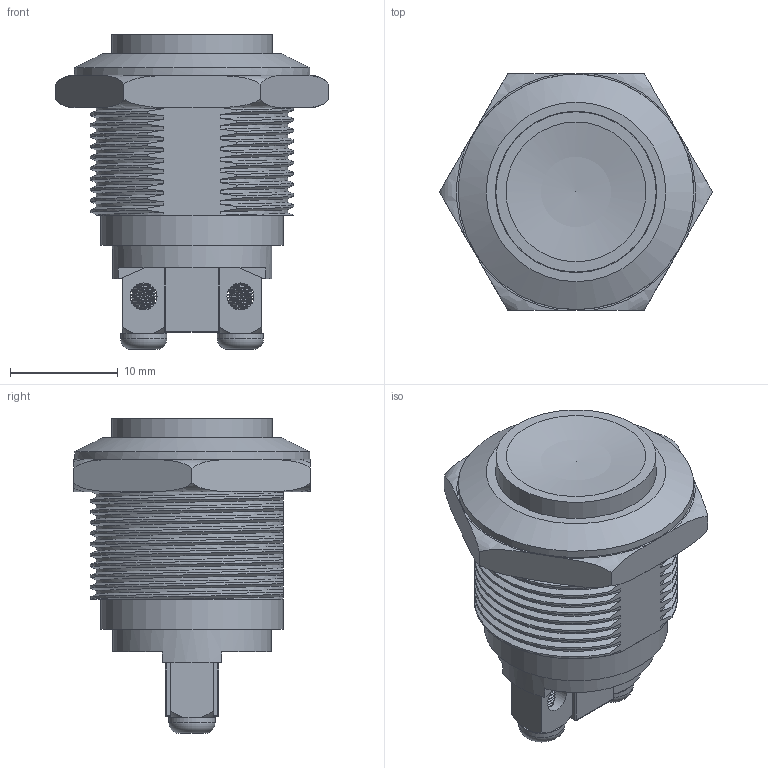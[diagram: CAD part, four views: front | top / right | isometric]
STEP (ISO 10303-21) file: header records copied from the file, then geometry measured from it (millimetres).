
FILE_DESCRIPTION(/* description */ (''),/* implementation_level */ '2;1');
FILE_NAME(/* name */ 'EJ19-221A.stp',/* time_stamp */ '2021-11-24T09:49:26+08:00',/* author */ (''),/* organization */ (''),/* preprocessor_version */ 'ST-DEVELOPER v11',/* originating_system */ 'SIEMENS UGS NX 6.0',/* authorisation */ '');
FILE_SCHEMA (('CONFIG_CONTROL_DESIGN'));
Length unit declared in the file: millimetre
Products named in the file (13): JH8.019.025; JH7.030.128; JH7.734.025; JH8.382.028; JH8.382.066; JH8.382.068-G; JH7.957.032; JH8.382.067; JH8.381.108; JH8.019.026; JH8.683.030; JH7.810.109; EJ19-221A 
Assembly tree (19 placements, depth 2):
  EJ19-221A 
    JH7.810.109
    JH8.683.030
    JH8.019.026
    JH8.381.108
    JH8.382.067
    JH7.957.032  x4
    JH8.382.068-G  x2
    JH8.382.066
    JH8.382.028
    JH7.734.025  x2
    JH7.030.128  x2
    JH8.019.025  x2
Bounding box: 25.4 x 22 x 29.29 mm (x, y, z)
Volume: 6070 mm3; surface area: 10282.5 mm2
Topology: 19 solids, 21 shells, 467 faces, 1179 edges, 788 vertices
Faces by surface type: plane 199, cylinder 133, torus 53, bspline 41, cone 27, revolution 8, sphere 6
Full cylindrical faces by diameter (mm): 1.5 x1, 1.55 x1, 1.7 x2, 1.9 x2, 1.95 x2, 2 x1, 2.2 x1, 2.3 x2, 2.4 x2, 2.45 x2, 2.5 x2, 2.7 x2, 2.9 x6, 3.5 x1, 3.9 x2, 4 x1, 4.3 x2, 5 x1, 6 x2, 6.8 x2, 7.4 x1, 7.9 x2, 9 x1, 9.088 x2, 10.6 x2, 10.9 x2, 11 x2, 12 x1, 13.5 x1, 13.8 x2
Entity records: 25677 total; most frequent: CARTESIAN_POINT 16608, ORIENTED_EDGE 1454, DIRECTION 1417, EDGE_CURVE 727, AXIS2_PLACEMENT_3D 559, VERTEX_POINT 525, EDGE_LOOP 500, ADVANCED_FACE 354
